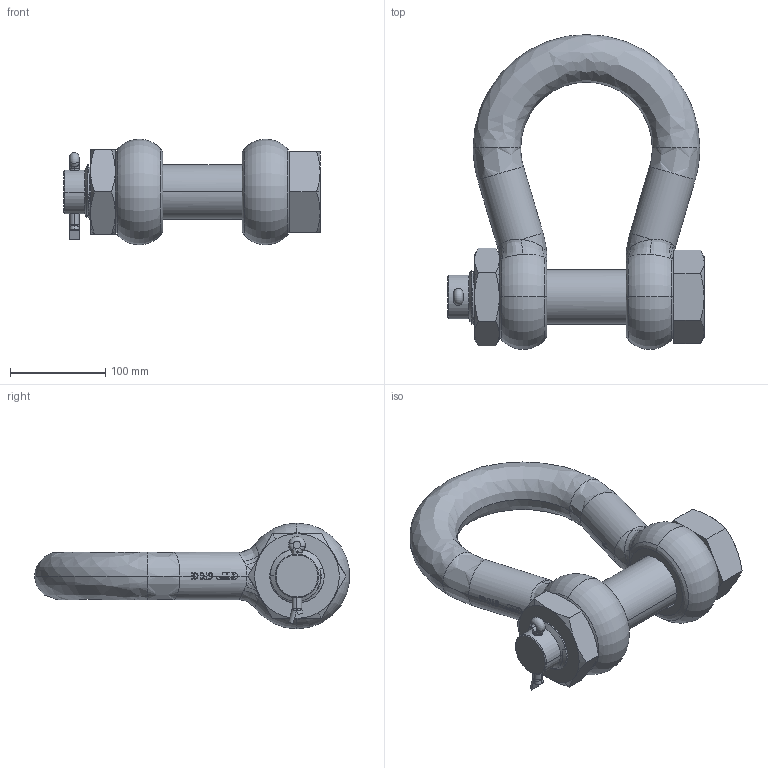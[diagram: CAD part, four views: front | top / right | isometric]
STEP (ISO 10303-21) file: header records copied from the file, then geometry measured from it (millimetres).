
FILE_DESCRIPTION (( 'STEP AP203' ), '1' );
FILE_NAME ('GPGHMB50.step', '2009-08-07T11:08:51', ( '.' ), ( '.' ), 'SwSTEP 2.0', 'SolidWorks 2009', '' );
FILE_SCHEMA (( 'CONFIG_CONTROL_DESIGN' ));
Length unit declared in the file: millimetre
Products named in the file (5): 35_2; 35_1; GPGHMB50; 35_3; 35_4
Assembly tree (4 placements, depth 2):
  GPGHMB50
    35_2
    35_1
    35_3
    35_4
Bounding box: 269 x 330.6 x 111 mm (x, y, z)
Volume: 2454362.7 mm3; surface area: 241659.2 mm2
Topology: 4 solids, 4 shells, 698 faces, 1923 edges, 1245 vertices
Faces by surface type: bspline 304, plane 243, cylinder 112, cone 28, torus 11
Entity records: 36547 total; most frequent: CARTESIAN_POINT 21063, ORIENTED_EDGE 3830, DIRECTION 1990, EDGE_CURVE 1915, VERTEX_POINT 1245, LINE 868, VECTOR 868, EDGE_LOOP 726
